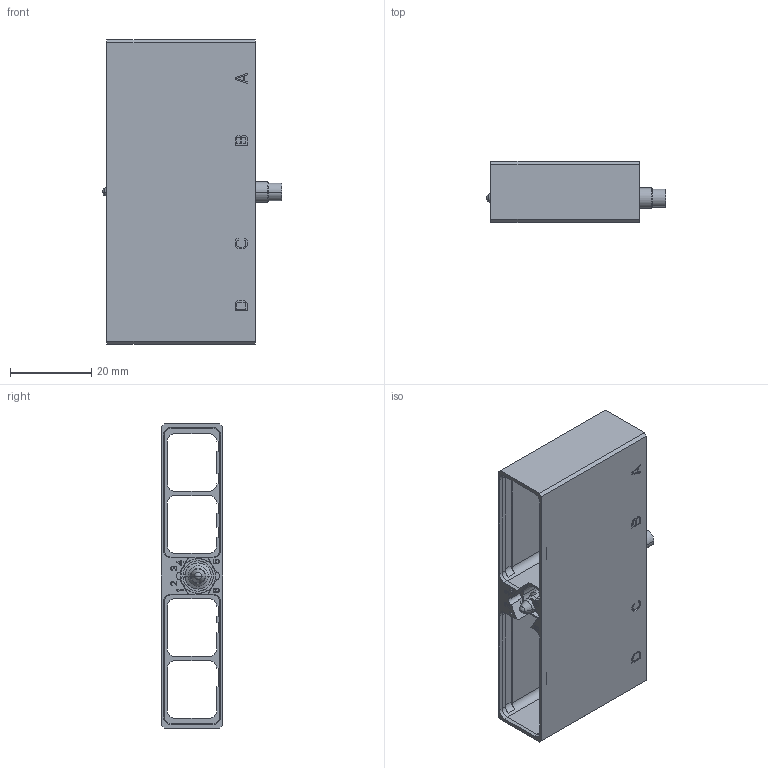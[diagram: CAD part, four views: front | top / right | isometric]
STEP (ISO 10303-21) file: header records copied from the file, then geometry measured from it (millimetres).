
FILE_DESCRIPTION((''),'2;1');
FILE_NAME('SIM3N80N','2020-07-09T',('presta_be4'),(''),'CREO PARAMETRIC BY PTC INC, 2018360','CREO PARAMETRIC BY PTC INC, 2018360','');
FILE_SCHEMA(('CONFIG_CONTROL_DESIGN'));
Length unit declared in the file: millimetre
Products named in the file (1): SIM3N80N
Bounding box: 44.15 x 15.01 x 74.93 mm (x, y, z)
Volume: 9248.8 mm3; surface area: 16062.2 mm2
Topology: 2 solids, 2 shells, 723 faces, 1968 edges, 1268 vertices
Faces by surface type: plane 536, cylinder 127, cone 48, torus 8, bspline 2, sphere 2
Entity records: 22776 total; most frequent: CARTESIAN_POINT 4245, ORIENTED_EDGE 3928, DIRECTION 3730, EDGE_CURVE 1964, VECTOR 1600, LINE 1600, VERTEX_POINT 1268, AXIS2_PLACEMENT_3D 1065
